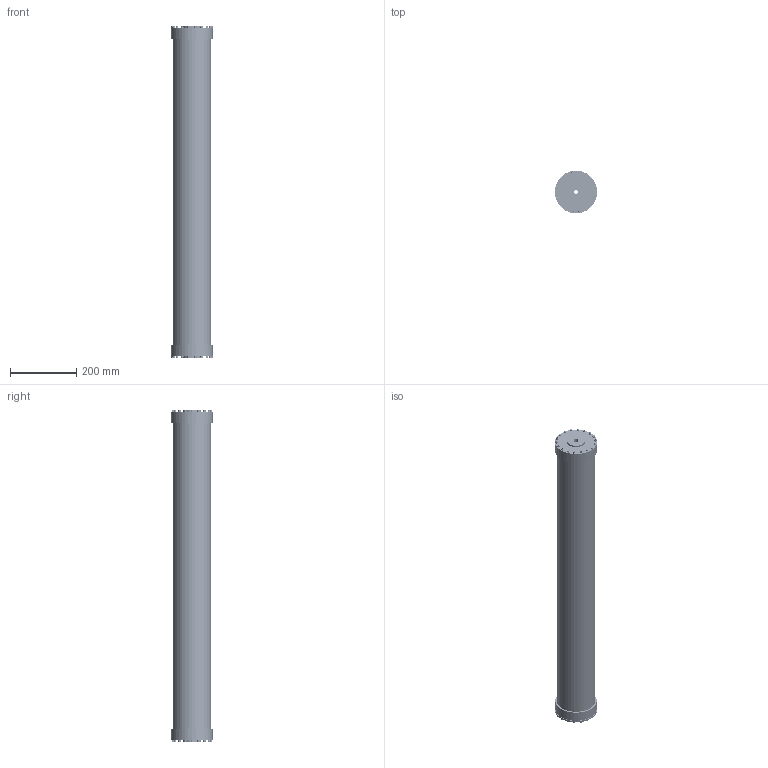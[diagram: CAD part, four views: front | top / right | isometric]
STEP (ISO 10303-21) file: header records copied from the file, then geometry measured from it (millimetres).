
FILE_DESCRIPTION(/* description */ (''),/* implementation_level */ '2;1');
FILE_NAME(/* name */ 'Run tank assembly.step',/* time_stamp */ '2020-10-18T17:42:10+03:00',/* author */ (''),/* organization */ (''),/* preprocessor_version */ 'ST-DEVELOPER v18.1',/* originating_system */ 'Autodesk Translation Framework v9.3.0.1241',/* authorisation */ '');
FILE_SCHEMA (('AUTOMOTIVE_DESIGN { 1 0 10303 214 3 1 1 }'));
Length unit declared in the file: millimetre
Products named in the file (14): Run tank Rev.8; Bulkhead; Tube; Run tank tube; Bulkhead_1; Bulkhead_2; Helicoils M4x8; Helicoil M4x8; Washers M4; Washer M4; Allens M4x18; Allen M4x18; O'rings 5.33x97.3; O'ring 5.33x97.3 
Assembly tree (117 placements, depth 3):
  Run tank Rev.8
    Bulkhead
      Bulkhead_2
    Tube
      Run tank tube
    Bulkhead_1
      Bulkhead_2
    Helicoils M4x8
      Helicoil M4x8  x36
    Washers M4
      Washer M4  x36
    Allens M4x18
      Allen M4x18  x36
  O'rings 5.33x97.3
  O'ring 5.33x97.3 
Bounding box: 127 x 127 x 1000 mm (x, y, z)
Volume: 1805683.2 mm3; surface area: 856336.5 mm2
Topology: 115 solids, 115 shells, 3730 faces, 9738 edges, 6322 vertices
Faces by surface type: cylinder 2472, plane 530, cone 400, bspline 324, torus 4
Full cylindrical faces by diameter (mm): 3.091 x864, 4 x936, 4.2 x36, 4.3 x36, 5.6 x324, 7 x36, 8 x36, 13.889 x2, 55 x2, 65 x2, 99.3 x4, 108.35 x1, 108.5 x6, 109.1 x2, 115.95 x1, 125.1 x2, 127 x2
Entity records: 17362 total; most frequent: CARTESIAN_POINT 11269, DIRECTION 1232, ORIENTED_EDGE 1020, AXIS2_PLACEMENT_3D 515, EDGE_CURVE 510, VERTEX_POINT 347, EDGE_LOOP 315, FACE_OUTER_BOUND 223
